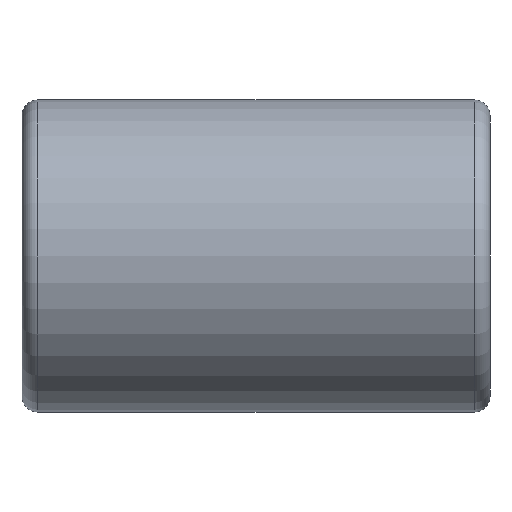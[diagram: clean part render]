
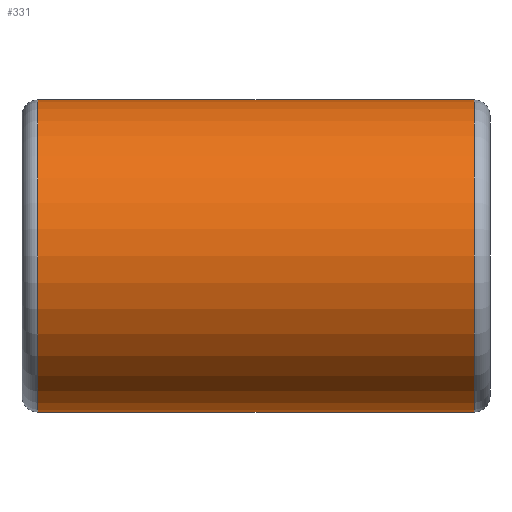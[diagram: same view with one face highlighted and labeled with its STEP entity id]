
A CAD part, left-side view. The second image highlights one B-rep face of the part: STEP entity #331.
In plain terms, the highlighted cylindrical face has radius 5 mm (diameter 10 mm), a partial arc.
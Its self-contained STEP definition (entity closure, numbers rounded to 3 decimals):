
#11 = CIRCLE ( 'NONE', #452, 5. ) ;
#14 = VERTEX_POINT ( 'NONE', #150 ) ;
#19 = FACE_OUTER_BOUND ( 'NONE', #107, .T. ) ;
#36 = CYLINDRICAL_SURFACE ( 'NONE', #436, 5. ) ;
#59 = CIRCLE ( 'NONE', #157, 5. ) ;
#107 = EDGE_LOOP ( 'NONE', ( #156, #144, #165, #136 ) ) ;
#111 = EDGE_CURVE ( 'NONE', #174, #154, #59, .T. ) ;
#115 = DIRECTION ( 'NONE',  ( 0., 1., 0. ) ) ;
#136 = ORIENTED_EDGE ( 'NONE', *, *, #350, .T. ) ;
#144 = ORIENTED_EDGE ( 'NONE', *, *, #111, .T. ) ;
#150 = CARTESIAN_POINT ( 'NONE',  ( 0., 7., 5. ) ) ;
#154 = VERTEX_POINT ( 'NONE', #358 ) ;
#156 = ORIENTED_EDGE ( 'NONE', *, *, #251, .F. ) ;
#157 = AXIS2_PLACEMENT_3D ( 'NONE', #348, #213, #248 ) ;
#158 = CARTESIAN_POINT ( 'NONE',  ( 0., 33.565, -5. ) ) ;
#165 = ORIENTED_EDGE ( 'NONE', *, *, #294, .T. ) ;
#174 = VERTEX_POINT ( 'NONE', #391 ) ;
#180 = VERTEX_POINT ( 'NONE', #259 ) ;
#186 = DIRECTION ( 'NONE',  ( 0., 1., 0. ) ) ;
#190 = LINE ( 'NONE', #158, #199 ) ;
#199 = VECTOR ( 'NONE', #115, 1000. ) ;
#212 = DIRECTION ( 'NONE',  ( 0., 0., 1. ) ) ;
#213 = DIRECTION ( 'NONE',  ( 0., 1., 0. ) ) ;
#220 = CARTESIAN_POINT ( 'NONE',  ( 0., 33.565, 5. ) ) ;
#248 = DIRECTION ( 'NONE',  ( 0., 0., 1. ) ) ;
#251 = EDGE_CURVE ( 'NONE', #174, #180, #190, .T. ) ;
#258 = DIRECTION ( 'NONE',  ( 0., 1., 0. ) ) ;
#259 = CARTESIAN_POINT ( 'NONE',  ( 0., 7., -5. ) ) ;
#269 = LINE ( 'NONE', #220, #390 ) ;
#285 = DIRECTION ( 'NONE',  ( 0., 0., -1. ) ) ;
#294 = EDGE_CURVE ( 'NONE', #154, #14, #269, .T. ) ;
#306 = CARTESIAN_POINT ( 'NONE',  ( 0., 33.565, 0. ) ) ;
#328 = DIRECTION ( 'NONE',  ( 0., -1., 0. ) ) ;
#331 = ADVANCED_FACE ( 'NONE', ( #19 ), #36, .T. ) ;
#348 = CARTESIAN_POINT ( 'NONE',  ( 0., -7., 0. ) ) ;
#350 = EDGE_CURVE ( 'NONE', #14, #180, #11, .T. ) ;
#358 = CARTESIAN_POINT ( 'NONE',  ( 0., -7., 5. ) ) ;
#371 = CARTESIAN_POINT ( 'NONE',  ( 0., 7., 0. ) ) ;
#390 = VECTOR ( 'NONE', #186, 1000. ) ;
#391 = CARTESIAN_POINT ( 'NONE',  ( 0., -7., -5. ) ) ;
#436 = AXIS2_PLACEMENT_3D ( 'NONE', #306, #258, #212 ) ;
#452 = AXIS2_PLACEMENT_3D ( 'NONE', #371, #328, #285 ) ;
